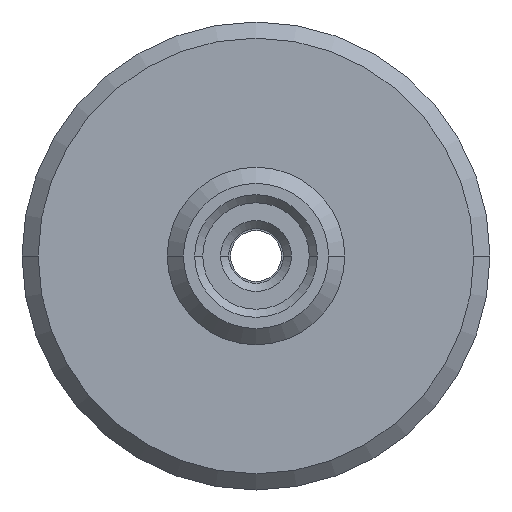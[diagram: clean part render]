
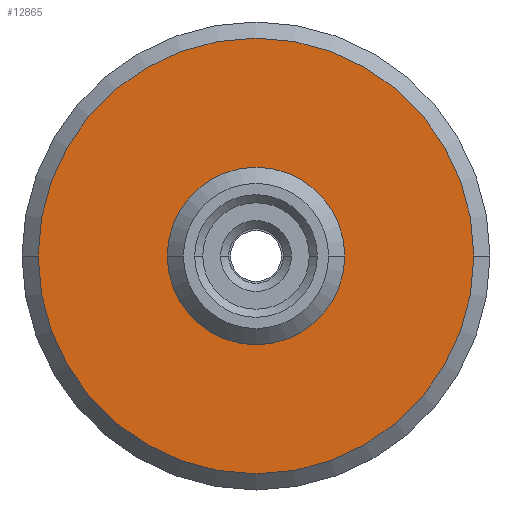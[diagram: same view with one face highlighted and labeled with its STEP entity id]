
A CAD part, left-side view. The second image highlights one B-rep face of the part: STEP entity #12865.
In plain terms, the highlighted planar face has unit normal (-1, 0, 0).
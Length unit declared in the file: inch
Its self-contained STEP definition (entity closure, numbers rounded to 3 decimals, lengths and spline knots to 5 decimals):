
#1245 = EDGE_CURVE ( 'NONE', #2013, #8737, #5393, .T. ) ;
#1738 = CARTESIAN_POINT ( 'NONE',  ( -1.03411, -0.22878, 0.66154 ) ) ;
#2013 = VERTEX_POINT ( 'NONE', #7011 ) ;
#2077 = DIRECTION ( 'NONE',  ( -1., 0., 0. ) ) ;
#2207 = CIRCLE ( 'NONE', #10003, 0.27 ) ;
#2494 = CARTESIAN_POINT ( 'NONE',  ( -1.03411, -0.49878, 0.66154 ) ) ;
#2514 = CARTESIAN_POINT ( 'NONE',  ( -1.03411, -0.33878, 0.66154 ) ) ;
#3128 = DIRECTION ( 'NONE',  ( 1., 0., 0. ) ) ;
#3539 = ORIENTED_EDGE ( 'NONE', *, *, #13985, .T. ) ;
#3718 = CARTESIAN_POINT ( 'NONE',  ( -1.03411, 0.04122, 0.66154 ) ) ;
#4442 = ORIENTED_EDGE ( 'NONE', *, *, #15098, .T. ) ;
#5115 = VERTEX_POINT ( 'NONE', #2494 ) ;
#5352 = CARTESIAN_POINT ( 'NONE',  ( -1.03411, -0.22878, 0.66154 ) ) ;
#5373 = EDGE_CURVE ( 'NONE', #8737, #2013, #12466, .T. ) ;
#5393 = CIRCLE ( 'NONE', #13426, 0.11 ) ;
#5416 = DIRECTION ( 'NONE',  ( 0., -1., 0. ) ) ;
#5514 = DIRECTION ( 'NONE',  ( 0., 1., 0. ) ) ;
#5921 = FACE_OUTER_BOUND ( 'NONE', #9521, .T. ) ;
#6141 = DIRECTION ( 'NONE',  ( 0., -1., 0. ) ) ;
#6697 = DIRECTION ( 'NONE',  ( -1., 0., 0. ) ) ;
#6855 = DIRECTION ( 'NONE',  ( 1., 0., 0. ) ) ;
#7011 = CARTESIAN_POINT ( 'NONE',  ( -1.03411, -0.11878, 0.66154 ) ) ;
#7893 = AXIS2_PLACEMENT_3D ( 'NONE', #14394, #11624, #15716 ) ;
#8737 = VERTEX_POINT ( 'NONE', #2514 ) ;
#8849 = DIRECTION ( 'NONE',  ( 0., 1., 0. ) ) ;
#9521 = EDGE_LOOP ( 'NONE', ( #4442, #3539 ) ) ;
#10003 = AXIS2_PLACEMENT_3D ( 'NONE', #17660, #6697, #5416 ) ;
#11624 = DIRECTION ( 'NONE',  ( -1., 0., 0. ) ) ;
#12466 = CIRCLE ( 'NONE', #16435, 0.11 ) ;
#12865 = ADVANCED_FACE ( 'NONE', ( #5921, #16596 ), #15773, .T. ) ;
#13025 = CARTESIAN_POINT ( 'NONE',  ( -1.03411, -0.22878, 0.66154 ) ) ;
#13426 = AXIS2_PLACEMENT_3D ( 'NONE', #1738, #3128, #8849 ) ;
#13916 = EDGE_LOOP ( 'NONE', ( #14517, #17576 ) ) ;
#13985 = EDGE_CURVE ( 'NONE', #5115, #15817, #17182, .T. ) ;
#14394 = CARTESIAN_POINT ( 'NONE',  ( -1.03411, -0.11878, 0.66154 ) ) ;
#14517 = ORIENTED_EDGE ( 'NONE', *, *, #1245, .T. ) ;
#15098 = EDGE_CURVE ( 'NONE', #15817, #5115, #2207, .T. ) ;
#15353 = AXIS2_PLACEMENT_3D ( 'NONE', #13025, #2077, #6141 ) ;
#15716 = DIRECTION ( 'NONE',  ( 0., -1., 0. ) ) ;
#15773 = PLANE ( 'NONE',  #7893 ) ;
#15817 = VERTEX_POINT ( 'NONE', #3718 ) ;
#16435 = AXIS2_PLACEMENT_3D ( 'NONE', #5352, #6855, #5514 ) ;
#16596 = FACE_BOUND ( 'NONE', #13916, .T. ) ;
#17182 = CIRCLE ( 'NONE', #15353, 0.27 ) ;
#17576 = ORIENTED_EDGE ( 'NONE', *, *, #5373, .T. ) ;
#17660 = CARTESIAN_POINT ( 'NONE',  ( -1.03411, -0.22878, 0.66154 ) ) ;
